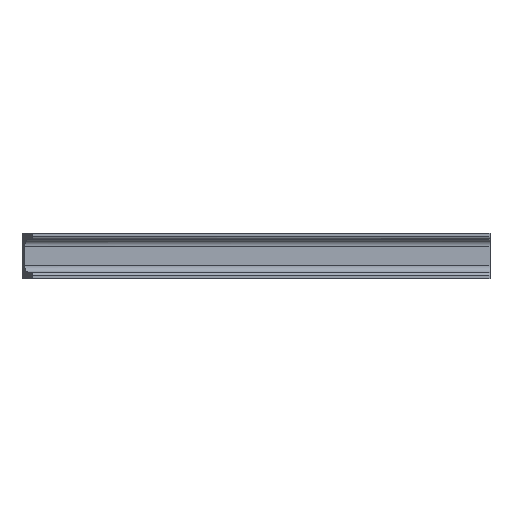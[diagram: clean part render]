
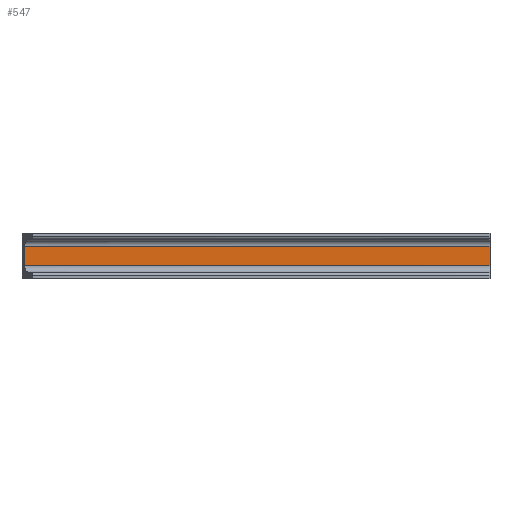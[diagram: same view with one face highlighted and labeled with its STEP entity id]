
A CAD part, top view. The second image highlights one B-rep face of the part: STEP entity #547.
In plain terms, the highlighted planar face has unit normal (0, 0, 1).
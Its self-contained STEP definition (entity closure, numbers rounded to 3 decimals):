
#35 = ORIENTED_EDGE ( 'NONE', *, *, #476, .T. ) ;
#44 = VERTEX_POINT ( 'NONE', #66 ) ;
#66 = CARTESIAN_POINT ( 'NONE',  ( -594.818, -24.527, 279. ) ) ;
#74 = VECTOR ( 'NONE', #189, 1000. ) ;
#88 = VERTEX_POINT ( 'NONE', #238 ) ;
#105 = EDGE_CURVE ( 'NONE', #88, #44, #142, .T. ) ;
#112 = CARTESIAN_POINT ( 'NONE',  ( -290., -11.473, 279. ) ) ;
#119 = EDGE_CURVE ( 'NONE', #390, #298, #437, .T. ) ;
#121 = FACE_OUTER_BOUND ( 'NONE', #504, .T. ) ;
#142 = LINE ( 'NONE', #147, #413 ) ;
#147 = CARTESIAN_POINT ( 'NONE',  ( -594.818, -1843.316, 279. ) ) ;
#149 = ORIENTED_EDGE ( 'NONE', *, *, #119, .T. ) ;
#155 = DIRECTION ( 'NONE',  ( 0., -1., 0. ) ) ;
#174 = EDGE_CURVE ( 'NONE', #88, #298, #322, .T. ) ;
#189 = DIRECTION ( 'NONE',  ( 1., 0., 0. ) ) ;
#228 = VECTOR ( 'NONE', #280, 1000. ) ;
#238 = CARTESIAN_POINT ( 'NONE',  ( -594.818, -11.473, 279. ) ) ;
#246 = DIRECTION ( 'NONE',  ( 1., 0., 0. ) ) ;
#248 = PLANE ( 'NONE',  #431 ) ;
#277 = CARTESIAN_POINT ( 'NONE',  ( -599.979, -11.473, 279. ) ) ;
#280 = DIRECTION ( 'NONE',  ( 0., 1., 0. ) ) ;
#285 = CARTESIAN_POINT ( 'NONE',  ( -599.979, -11.473, 279. ) ) ;
#286 = DIRECTION ( 'NONE',  ( -1., 0., 0. ) ) ;
#298 = VERTEX_POINT ( 'NONE', #309 ) ;
#309 = CARTESIAN_POINT ( 'NONE',  ( -290., -11.473, 279. ) ) ;
#313 = CARTESIAN_POINT ( 'NONE',  ( -290., -24.527, 279. ) ) ;
#322 = LINE ( 'NONE', #277, #512 ) ;
#340 = LINE ( 'NONE', #355, #74 ) ;
#350 = ORIENTED_EDGE ( 'NONE', *, *, #105, .T. ) ;
#355 = CARTESIAN_POINT ( 'NONE',  ( -599.979, -24.527, 279. ) ) ;
#390 = VERTEX_POINT ( 'NONE', #313 ) ;
#413 = VECTOR ( 'NONE', #155, 1000. ) ;
#431 = AXIS2_PLACEMENT_3D ( 'NONE', #285, #531, #286 ) ;
#437 = LINE ( 'NONE', #112, #228 ) ;
#476 = EDGE_CURVE ( 'NONE', #44, #390, #340, .T. ) ;
#493 = ORIENTED_EDGE ( 'NONE', *, *, #174, .F. ) ;
#504 = EDGE_LOOP ( 'NONE', ( #493, #350, #35, #149 ) ) ;
#512 = VECTOR ( 'NONE', #246, 1000. ) ;
#531 = DIRECTION ( 'NONE',  ( 0., 0., -1. ) ) ;
#547 = ADVANCED_FACE ( 'NONE', ( #121 ), #248, .F. ) ;
